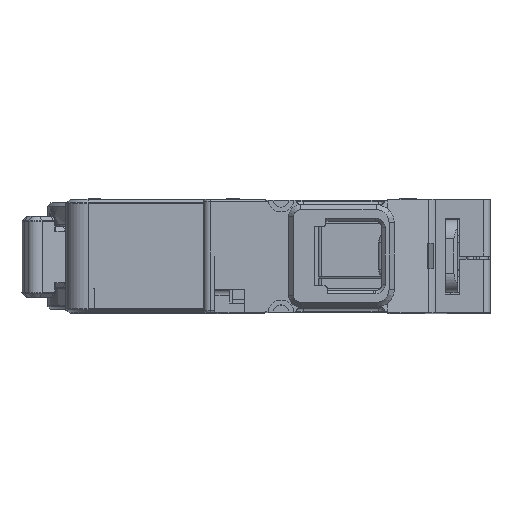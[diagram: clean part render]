
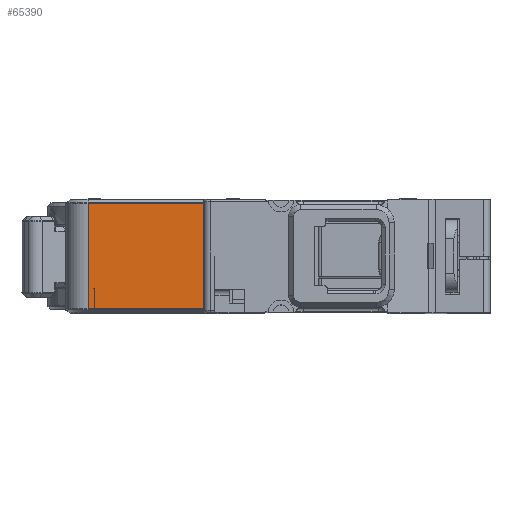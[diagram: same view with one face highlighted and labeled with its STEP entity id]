
A CAD part, top view. The second image highlights one B-rep face of the part: STEP entity #65390.
In plain terms, the highlighted planar face has unit normal (0, 0, 1).
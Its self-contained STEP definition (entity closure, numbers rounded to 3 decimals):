
#1951=CARTESIAN_POINT('',(-10.,0.655,30.));
#4923=DIRECTION('',(0.,1.,0.));
#4924=VECTOR('',#4923,3.195);
#4925=CARTESIAN_POINT('',(-10.,0.655,30.));
#4926=LINE('',#4925,#4924);
#4927=DIRECTION('',(-1.,0.,0.));
#4928=VECTOR('',#4927,0.05);
#4929=CARTESIAN_POINT('',(-10.,3.85,30.));
#4930=LINE('',#4929,#4928);
#4931=DIRECTION('',(0.,1.,0.));
#4932=VECTOR('',#4931,3.195);
#4933=CARTESIAN_POINT('',(-10.05,0.655,30.));
#4934=LINE('',#4933,#4932);
#4935=DIRECTION('',(-1.,0.,0.));
#4936=VECTOR('',#4935,0.95);
#4937=CARTESIAN_POINT('',(-10.05,0.655,30.));
#4938=LINE('',#4937,#4936);
#4939=DIRECTION('',(0.,-1.,0.));
#4940=VECTOR('',#4939,16.39);
#4941=CARTESIAN_POINT('',(-11.,17.045,30.));
#4942=LINE('',#4941,#4940);
#4943=DIRECTION('',(-1.,0.,0.));
#4944=VECTOR('',#4943,18.);
#4945=CARTESIAN_POINT('',(7.,17.045,30.));
#4946=LINE('',#4945,#4944);
#4947=DIRECTION('',(0.,-1.,0.));
#4948=VECTOR('',#4947,16.39);
#4949=CARTESIAN_POINT('',(7.,17.045,30.));
#4950=LINE('',#4949,#4948);
#4951=DIRECTION('',(1.,0.,0.));
#4952=VECTOR('',#4951,17.);
#4953=CARTESIAN_POINT('',(-10.,0.655,30.));
#4954=LINE('',#4953,#4952);
#4955=CARTESIAN_POINT('',(-10.05,0.655,30.));
#51930=VERTEX_POINT('',#1951);
#54204=CARTESIAN_POINT('',(-10.05,3.85,30.));
#54205=VERTEX_POINT('',#54204);
#56552=CARTESIAN_POINT('',(-11.,17.045,30.));
#56553=VERTEX_POINT('',#56552);
#56556=CARTESIAN_POINT('',(7.,17.045,30.));
#56557=VERTEX_POINT('',#56556);
#56608=CARTESIAN_POINT('',(-11.,0.655,30.));
#56609=VERTEX_POINT('',#56608);
#56637=VERTEX_POINT('',#4955);
#57563=CARTESIAN_POINT('',(-10.,3.85,30.));
#57565=VERTEX_POINT('',#57563);
#57767=CARTESIAN_POINT('',(7.,0.655,30.));
#57768=VERTEX_POINT('',#57767);
#65372=CARTESIAN_POINT('',(-14.,0.,30.));
#65373=DIRECTION('',(0.,0.,1.));
#65374=DIRECTION('',(1.,0.,0.));
#65375=AXIS2_PLACEMENT_3D('',#65372,#65373,#65374);
#65376=PLANE('',#65375);
#65377=ORIENTED_EDGE('',*,*,#61859,.T.);
#65378=ORIENTED_EDGE('',*,*,#61911,.T.);
#65380=ORIENTED_EDGE('',*,*,#65379,.F.);
#65382=ORIENTED_EDGE('',*,*,#65381,.T.);
#65383=ORIENTED_EDGE('',*,*,#62137,.F.);
#65385=ORIENTED_EDGE('',*,*,#65384,.F.);
#65386=ORIENTED_EDGE('',*,*,#65350,.T.);
#65387=ORIENTED_EDGE('',*,*,#65324,.F.);
#65388=EDGE_LOOP('',(#65377,#65378,#65380,#65382,#65383,#65385,#65386,#65387));
#65389=FACE_OUTER_BOUND('',#65388,.F.);
#65390=ADVANCED_FACE('',(#65389),#65376,.T.);
#61859=EDGE_CURVE('',#51930,#57565,#4926,.T.);
#61911=EDGE_CURVE('',#57565,#54205,#4930,.T.);
#62137=EDGE_CURVE('',#56553,#56609,#4942,.T.);
#65324=EDGE_CURVE('',#51930,#57768,#4954,.T.);
#65350=EDGE_CURVE('',#56557,#57768,#4950,.T.);
#65379=EDGE_CURVE('',#56637,#54205,#4934,.T.);
#65381=EDGE_CURVE('',#56637,#56609,#4938,.T.);
#65384=EDGE_CURVE('',#56557,#56553,#4946,.T.);
